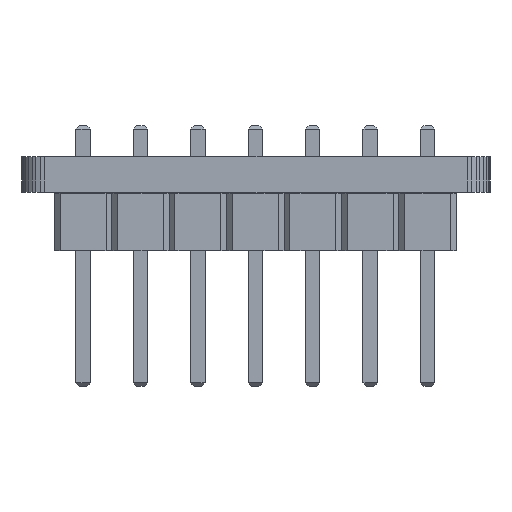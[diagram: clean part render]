
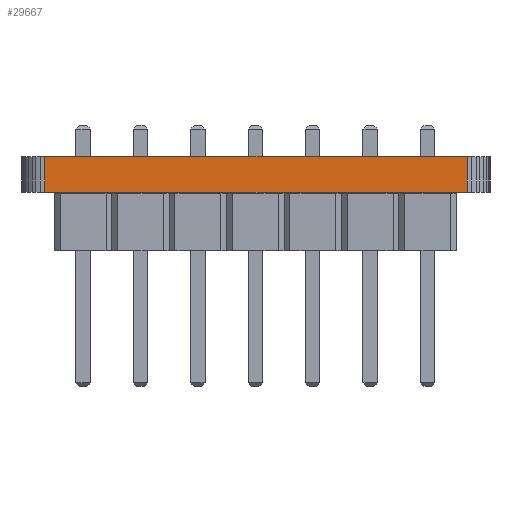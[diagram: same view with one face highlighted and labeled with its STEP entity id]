
A CAD part, left-side view. The second image highlights one B-rep face of the part: STEP entity #29667.
In plain terms, the highlighted planar face has unit normal (-1, -0.001, 0).
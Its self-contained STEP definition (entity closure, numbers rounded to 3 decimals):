
#11127 = PLANE('',#11128);
#11128 = AXIS2_PLACEMENT_3D('',#11129,#11130,#11131);
#11129 = CARTESIAN_POINT('',(148.088,-90.551,1.58));
#11130 = DIRECTION('',(-0.,-0.,-1.));
#11131 = DIRECTION('',(-1.,0.,0.));
#11181 = PLANE('',#11182);
#11182 = AXIS2_PLACEMENT_3D('',#11183,#11184,#11185);
#11183 = CARTESIAN_POINT('',(148.088,-90.551,0.));
#11184 = DIRECTION('',(-0.,-0.,-1.));
#11185 = DIRECTION('',(-1.,0.,0.));
#11962 = VERTEX_POINT('',#11963);
#11963 = CARTESIAN_POINT('',(132.6,-99.9,0.));
#11977 = PLANE('',#11978);
#11978 = AXIS2_PLACEMENT_3D('',#11979,#11980,#11981);
#11979 = CARTESIAN_POINT('',(132.619,-100.095,0.));
#11980 = DIRECTION('',(-0.995,-0.098,0.));
#11981 = DIRECTION('',(-0.098,0.995,0.));
#11989 = EDGE_CURVE('',#11962,#11990,#11992,.T.);
#11990 = VERTEX_POINT('',#11991);
#11991 = CARTESIAN_POINT('',(132.59,-81.2,0.));
#11992 = SURFACE_CURVE('',#11993,(#11997,#12004),.PCURVE_S1.);
#11993 = LINE('',#11994,#11995);
#11994 = CARTESIAN_POINT('',(132.6,-99.9,0.));
#11995 = VECTOR('',#11996,1.);
#11996 = DIRECTION('',(-0.001,1.,0.));
#11997 = PCURVE('',#11181,#11998);
#11998 = DEFINITIONAL_REPRESENTATION('',(#11999),#12003);
#11999 = LINE('',#12000,#12001);
#12000 = CARTESIAN_POINT('',(15.488,-9.349));
#12001 = VECTOR('',#12002,1.);
#12002 = DIRECTION('',(0.001,1.));
#12003 = ( GEOMETRIC_REPRESENTATION_CONTEXT(2) 
PARAMETRIC_REPRESENTATION_CONTEXT() REPRESENTATION_CONTEXT('2D SPACE',''
  ) );
#12004 = PCURVE('',#12005,#12010);
#12005 = PLANE('',#12006);
#12006 = AXIS2_PLACEMENT_3D('',#12007,#12008,#12009);
#12007 = CARTESIAN_POINT('',(132.6,-99.9,0.));
#12008 = DIRECTION('',(-1.,-0.001,0.));
#12009 = DIRECTION('',(-0.001,1.,0.));
#12010 = DEFINITIONAL_REPRESENTATION('',(#12011),#12015);
#12011 = LINE('',#12012,#12013);
#12012 = CARTESIAN_POINT('',(0.,0.));
#12013 = VECTOR('',#12014,1.);
#12014 = DIRECTION('',(1.,0.));
#12015 = ( GEOMETRIC_REPRESENTATION_CONTEXT(2) 
PARAMETRIC_REPRESENTATION_CONTEXT() REPRESENTATION_CONTEXT('2D SPACE',''
  ) );
#12033 = PLANE('',#12034);
#12034 = AXIS2_PLACEMENT_3D('',#12035,#12036,#12037);
#12035 = CARTESIAN_POINT('',(132.59,-81.2,0.));
#12036 = DIRECTION('',(-0.995,0.098,0.));
#12037 = DIRECTION('',(0.098,0.995,0.));
#21623 = VERTEX_POINT('',#21624);
#21624 = CARTESIAN_POINT('',(132.6,-99.9,1.58));
#21645 = EDGE_CURVE('',#21623,#21646,#21648,.T.);
#21646 = VERTEX_POINT('',#21647);
#21647 = CARTESIAN_POINT('',(132.59,-81.2,1.58));
#21648 = SURFACE_CURVE('',#21649,(#21653,#21660),.PCURVE_S1.);
#21649 = LINE('',#21650,#21651);
#21650 = CARTESIAN_POINT('',(132.6,-99.9,1.58));
#21651 = VECTOR('',#21652,1.);
#21652 = DIRECTION('',(-0.001,1.,0.));
#21653 = PCURVE('',#11127,#21654);
#21654 = DEFINITIONAL_REPRESENTATION('',(#21655),#21659);
#21655 = LINE('',#21656,#21657);
#21656 = CARTESIAN_POINT('',(15.488,-9.349));
#21657 = VECTOR('',#21658,1.);
#21658 = DIRECTION('',(0.001,1.));
#21659 = ( GEOMETRIC_REPRESENTATION_CONTEXT(2) 
PARAMETRIC_REPRESENTATION_CONTEXT() REPRESENTATION_CONTEXT('2D SPACE',''
  ) );
#21660 = PCURVE('',#12005,#21661);
#21661 = DEFINITIONAL_REPRESENTATION('',(#21662),#21666);
#21662 = LINE('',#21663,#21664);
#21663 = CARTESIAN_POINT('',(0.,-1.58));
#21664 = VECTOR('',#21665,1.);
#21665 = DIRECTION('',(1.,0.));
#21666 = ( GEOMETRIC_REPRESENTATION_CONTEXT(2) 
PARAMETRIC_REPRESENTATION_CONTEXT() REPRESENTATION_CONTEXT('2D SPACE',''
  ) );
#29617 = EDGE_CURVE('',#11990,#21646,#29618,.T.);
#29618 = SURFACE_CURVE('',#29619,(#29623,#29630),.PCURVE_S1.);
#29619 = LINE('',#29620,#29621);
#29620 = CARTESIAN_POINT('',(132.59,-81.2,0.));
#29621 = VECTOR('',#29622,1.);
#29622 = DIRECTION('',(0.,0.,1.));
#29623 = PCURVE('',#12033,#29624);
#29624 = DEFINITIONAL_REPRESENTATION('',(#29625),#29629);
#29625 = LINE('',#29626,#29627);
#29626 = CARTESIAN_POINT('',(0.,0.));
#29627 = VECTOR('',#29628,1.);
#29628 = DIRECTION('',(0.,-1.));
#29629 = ( GEOMETRIC_REPRESENTATION_CONTEXT(2) 
PARAMETRIC_REPRESENTATION_CONTEXT() REPRESENTATION_CONTEXT('2D SPACE',''
  ) );
#29630 = PCURVE('',#12005,#29631);
#29631 = DEFINITIONAL_REPRESENTATION('',(#29632),#29636);
#29632 = LINE('',#29633,#29634);
#29633 = CARTESIAN_POINT('',(18.7,0.));
#29634 = VECTOR('',#29635,1.);
#29635 = DIRECTION('',(0.,-1.));
#29636 = ( GEOMETRIC_REPRESENTATION_CONTEXT(2) 
PARAMETRIC_REPRESENTATION_CONTEXT() REPRESENTATION_CONTEXT('2D SPACE',''
  ) );
#29667 = ADVANCED_FACE('',(#29668),#12005,.T.);
#29668 = FACE_BOUND('',#29669,.T.);
#29669 = EDGE_LOOP('',(#29670,#29691,#29692,#29693));
#29670 = ORIENTED_EDGE('',*,*,#29671,.T.);
#29671 = EDGE_CURVE('',#11962,#21623,#29672,.T.);
#29672 = SURFACE_CURVE('',#29673,(#29677,#29684),.PCURVE_S1.);
#29673 = LINE('',#29674,#29675);
#29674 = CARTESIAN_POINT('',(132.6,-99.9,0.));
#29675 = VECTOR('',#29676,1.);
#29676 = DIRECTION('',(0.,0.,1.));
#29677 = PCURVE('',#12005,#29678);
#29678 = DEFINITIONAL_REPRESENTATION('',(#29679),#29683);
#29679 = LINE('',#29680,#29681);
#29680 = CARTESIAN_POINT('',(0.,0.));
#29681 = VECTOR('',#29682,1.);
#29682 = DIRECTION('',(0.,-1.));
#29683 = ( GEOMETRIC_REPRESENTATION_CONTEXT(2) 
PARAMETRIC_REPRESENTATION_CONTEXT() REPRESENTATION_CONTEXT('2D SPACE',''
  ) );
#29684 = PCURVE('',#11977,#29685);
#29685 = DEFINITIONAL_REPRESENTATION('',(#29686),#29690);
#29686 = LINE('',#29687,#29688);
#29687 = CARTESIAN_POINT('',(0.196,0.));
#29688 = VECTOR('',#29689,1.);
#29689 = DIRECTION('',(0.,-1.));
#29690 = ( GEOMETRIC_REPRESENTATION_CONTEXT(2) 
PARAMETRIC_REPRESENTATION_CONTEXT() REPRESENTATION_CONTEXT('2D SPACE',''
  ) );
#29691 = ORIENTED_EDGE('',*,*,#21645,.T.);
#29692 = ORIENTED_EDGE('',*,*,#29617,.F.);
#29693 = ORIENTED_EDGE('',*,*,#11989,.F.);
